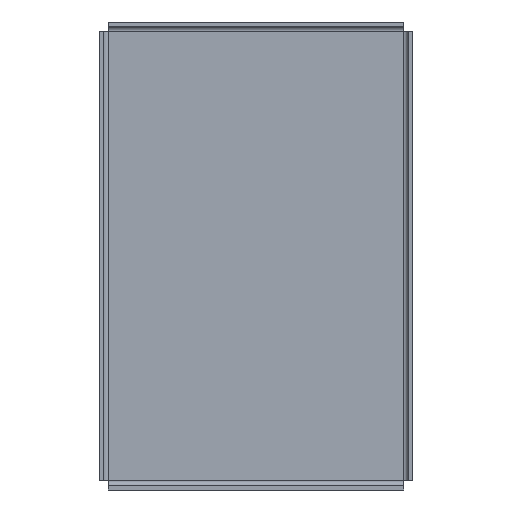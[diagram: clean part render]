
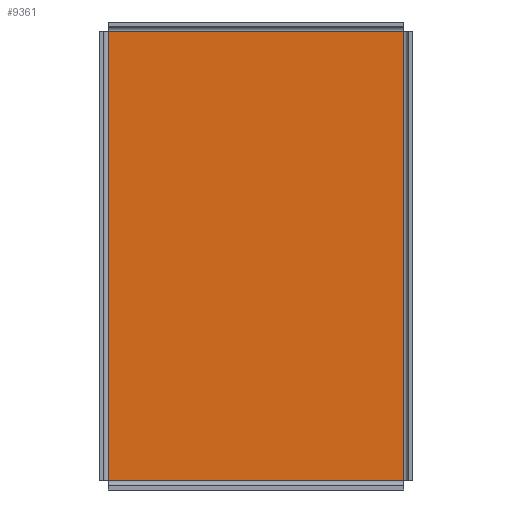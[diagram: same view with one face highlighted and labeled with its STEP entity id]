
A CAD part, front view. The second image highlights one B-rep face of the part: STEP entity #9361.
In plain terms, the highlighted planar face has unit normal (0, -1, 0).
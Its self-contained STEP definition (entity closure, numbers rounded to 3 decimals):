
#2495=DIRECTION('',(0.,0.,-1.));
#2496=VECTOR('',#2495,14.55);
#2497=CARTESIAN_POINT('',(-4.775,-0.15,7.275));
#2498=LINE('',#2497,#2496);
#2546=DIRECTION('',(0.,0.,-1.));
#2547=VECTOR('',#2546,14.55);
#2548=CARTESIAN_POINT('',(4.775,-0.15,7.275));
#2549=LINE('',#2548,#2547);
#2611=DIRECTION('',(1.,0.,0.));
#2612=VECTOR('',#2611,9.55);
#2613=CARTESIAN_POINT('',(-4.775,-0.15,-7.275));
#2614=LINE('',#2613,#2612);
#2662=DIRECTION('',(1.,0.,0.));
#2663=VECTOR('',#2662,9.55);
#2664=CARTESIAN_POINT('',(-4.775,-0.15,7.275));
#2665=LINE('',#2664,#2663);
#7019=CARTESIAN_POINT('',(-4.775,-0.15,-7.275));
#7020=VERTEX_POINT('',#7019);
#7021=CARTESIAN_POINT('',(-4.775,-0.15,7.275));
#7022=VERTEX_POINT('',#7021);
#7041=CARTESIAN_POINT('',(4.775,-0.15,-7.275));
#7042=VERTEX_POINT('',#7041);
#7061=CARTESIAN_POINT('',(4.775,-0.15,7.275));
#7062=VERTEX_POINT('',#7061);
#9347=CARTESIAN_POINT('',(0.,-0.15,0.));
#9348=DIRECTION('',(0.,1.,0.));
#9349=DIRECTION('',(1.,0.,0.));
#9350=AXIS2_PLACEMENT_3D('',#9347,#9348,#9349);
#9351=PLANE('',#9350);
#9353=ORIENTED_EDGE('',*,*,#9352,.T.);
#9355=ORIENTED_EDGE('',*,*,#9354,.F.);
#9356=ORIENTED_EDGE('',*,*,#9329,.F.);
#9358=ORIENTED_EDGE('',*,*,#9357,.T.);
#9359=EDGE_LOOP('',(#9353,#9355,#9356,#9358));
#9360=FACE_OUTER_BOUND('',#9359,.F.);
#9361=ADVANCED_FACE('',(#9360),#9351,.F.);
#9329=EDGE_CURVE('',#7022,#7020,#2498,.T.);
#9352=EDGE_CURVE('',#7062,#7042,#2549,.T.);
#9354=EDGE_CURVE('',#7020,#7042,#2614,.T.);
#9357=EDGE_CURVE('',#7022,#7062,#2665,.T.);
